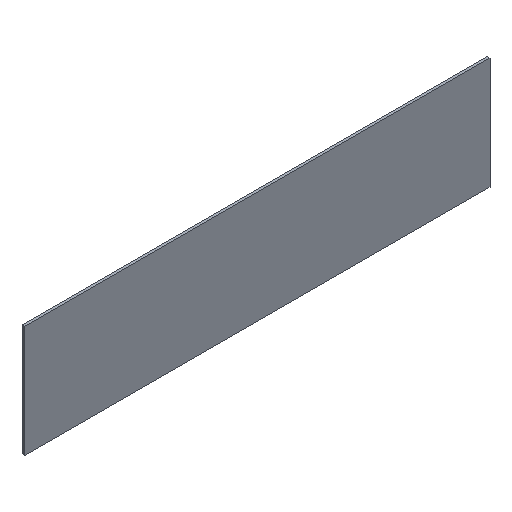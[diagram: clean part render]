
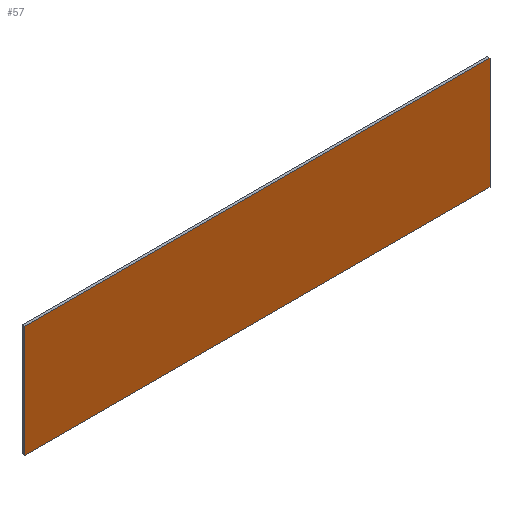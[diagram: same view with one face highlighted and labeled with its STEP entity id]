
A CAD part, isometric view. The second image highlights one B-rep face of the part: STEP entity #57.
In plain terms, the highlighted planar face has unit normal (0, -1, 0).
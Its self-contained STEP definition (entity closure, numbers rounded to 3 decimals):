
#1 = VERTEX_POINT ( 'NONE', #60 ) ;
#3 = CARTESIAN_POINT ( 'NONE',  ( 235., 0., 56.5 ) ) ;
#4 = DIRECTION ( 'NONE',  ( -1., 0., 0. ) ) ;
#7 = CARTESIAN_POINT ( 'NONE',  ( 235., 0., 56.5 ) ) ;
#9 = VECTOR ( 'NONE', #118, 1000. ) ;
#19 = DIRECTION ( 'NONE',  ( 0., 0., -1. ) ) ;
#31 = EDGE_CURVE ( 'NONE', #221, #170, #58, .T. ) ;
#37 = EDGE_LOOP ( 'NONE', ( #65, #86, #185, #165 ) ) ;
#42 = AXIS2_PLACEMENT_3D ( 'NONE', #212, #208, #19 ) ;
#54 = EDGE_CURVE ( 'NONE', #190, #1, #152, .T. ) ;
#57 = ADVANCED_FACE ( 'NONE', ( #200 ), #225, .T. ) ;
#58 = LINE ( 'NONE', #101, #9 ) ;
#60 = CARTESIAN_POINT ( 'NONE',  ( 235., 0., -56.5 ) ) ;
#65 = ORIENTED_EDGE ( 'NONE', *, *, #54, .F. ) ;
#78 = DIRECTION ( 'NONE',  ( 0., 0., -1. ) ) ;
#80 = CARTESIAN_POINT ( 'NONE',  ( -235., 0., -56.5 ) ) ;
#85 = CARTESIAN_POINT ( 'NONE',  ( -235., 0., 56.5 ) ) ;
#86 = ORIENTED_EDGE ( 'NONE', *, *, #130, .F. ) ;
#99 = VECTOR ( 'NONE', #195, 1000. ) ;
#101 = CARTESIAN_POINT ( 'NONE',  ( -235., 0., 56.5 ) ) ;
#104 = VECTOR ( 'NONE', #4, 1000. ) ;
#108 = VECTOR ( 'NONE', #78, 1000. ) ;
#113 = EDGE_CURVE ( 'NONE', #1, #221, #114, .T. ) ;
#114 = LINE ( 'NONE', #80, #104 ) ;
#116 = CARTESIAN_POINT ( 'NONE',  ( -235., 0., 56.5 ) ) ;
#118 = DIRECTION ( 'NONE',  ( 0., 0., 1. ) ) ;
#130 = EDGE_CURVE ( 'NONE', #170, #190, #158, .T. ) ;
#152 = LINE ( 'NONE', #3, #108 ) ;
#158 = LINE ( 'NONE', #116, #99 ) ;
#165 = ORIENTED_EDGE ( 'NONE', *, *, #113, .F. ) ;
#170 = VERTEX_POINT ( 'NONE', #85 ) ;
#185 = ORIENTED_EDGE ( 'NONE', *, *, #31, .F. ) ;
#187 = CARTESIAN_POINT ( 'NONE',  ( -235., 0., -56.5 ) ) ;
#190 = VERTEX_POINT ( 'NONE', #7 ) ;
#195 = DIRECTION ( 'NONE',  ( 1., 0., 0. ) ) ;
#200 = FACE_OUTER_BOUND ( 'NONE', #37, .T. ) ;
#208 = DIRECTION ( 'NONE',  ( 0., -1., 0. ) ) ;
#212 = CARTESIAN_POINT ( 'NONE',  ( 0., 0., 0. ) ) ;
#221 = VERTEX_POINT ( 'NONE', #187 ) ;
#225 = PLANE ( 'NONE',  #42 ) ;
